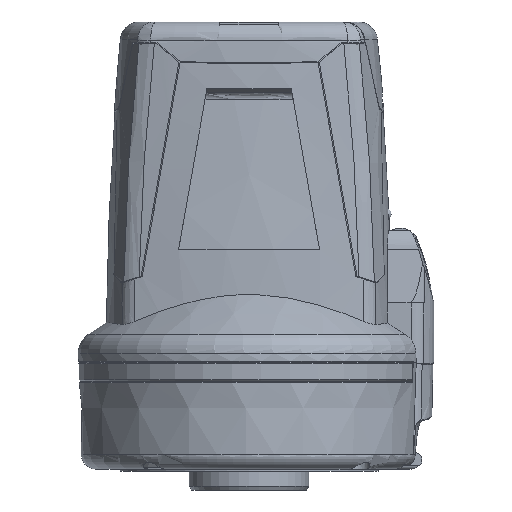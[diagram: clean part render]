
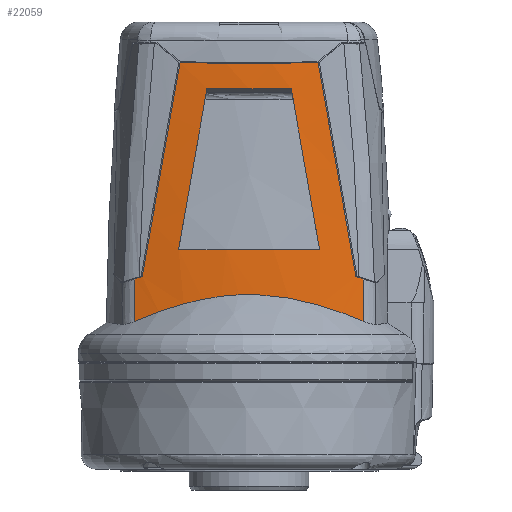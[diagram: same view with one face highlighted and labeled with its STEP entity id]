
A CAD part, front view. The second image highlights one B-rep face of the part: STEP entity #22059.
In plain terms, the highlighted conical face has half-angle 1.021 degrees and reference radius 128.946 mm.
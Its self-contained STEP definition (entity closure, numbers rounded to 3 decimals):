
#896=ELLIPSE('',#24141,135.362,129.095);
#897=ELLIPSE('',#24144,735.459,127.057);
#898=ELLIPSE('',#24146,735.459,127.057);
#905=ELLIPSE('',#24217,135.362,129.095);
#907=ELLIPSE('',#24235,740.344,127.901);
#908=ELLIPSE('',#24236,740.344,127.901);
#976=CONICAL_SURFACE('',#24234,128.946,0.018);
#1068=FACE_BOUND('',#3954,.T.);
#2704=FACE_OUTER_BOUND('',#3953,.T.);
#3953=EDGE_LOOP('',(#17770,#17771,#17772,#17773,#17774,#17775,#17776,#17777));
#3954=EDGE_LOOP('',(#17778,#17779,#17780,#17781));
#8641=B_SPLINE_CURVE_WITH_KNOTS('',3,(#35690,#35691,#35692,#35693,#35694,
#35695,#35696,#35697,#35698,#35699,#35700,#35701),.UNSPECIFIED.,.F.,.F.,
(4,2,2,2,2,4),(0.014,1.504,2.617,3.705,
4.818,6.307),.UNSPECIFIED.);
#8767=B_SPLINE_CURVE_WITH_KNOTS('',3,(#37554,#37555,#37556,#37557),
 .UNSPECIFIED.,.F.,.F.,(4,4),(1.705,2.726),
 .UNSPECIFIED.);
#8768=B_SPLINE_CURVE_WITH_KNOTS('',3,(#37561,#37562,#37563,#37564),
 .UNSPECIFIED.,.F.,.F.,(4,4),(1.119,2.139),
 .UNSPECIFIED.);
#8770=B_SPLINE_CURVE_WITH_KNOTS('',3,(#37576,#37577,#37578,#37579,#37580,
#37581),.UNSPECIFIED.,.F.,.F.,(4,2,4),(8.039,9.829,
11.618),.UNSPECIFIED.);
#8771=B_SPLINE_CURVE_WITH_KNOTS('',3,(#37584,#37585,#37586,#37587,#37588,
#37589),.UNSPECIFIED.,.F.,.F.,(4,2,4),(3.046,4.835,
5.144),.UNSPECIFIED.);
#8772=B_SPLINE_CURVE_WITH_KNOTS('',3,(#37593,#37594,#37595,#37596,#37597,
#37598,#37599,#37600,#37601,#37602),.UNSPECIFIED.,.F.,.F.,(4,2,2,2,4),(74.151,
74.172,75.388,76.604,77.746),
 .UNSPECIFIED.);
#9737=VERTEX_POINT('',#35680);
#9738=VERTEX_POINT('',#35689);
#9921=VERTEX_POINT('',#36804);
#9922=VERTEX_POINT('',#36806);
#9927=VERTEX_POINT('',#36821);
#9928=VERTEX_POINT('',#36825);
#9929=VERTEX_POINT('',#36827);
#9982=VERTEX_POINT('',#37493);
#9991=VERTEX_POINT('',#37582);
#9992=VERTEX_POINT('',#37583);
#9993=VERTEX_POINT('',#37590);
#9994=VERTEX_POINT('',#37592);
#12340=EDGE_CURVE('',#9738,#9737,#8641,.T.);
#12607=EDGE_CURVE('',#9921,#9922,#896,.T.);
#12615=EDGE_CURVE('',#9922,#9927,#897,.T.);
#12618=EDGE_CURVE('',#9928,#9929,#898,.T.);
#12728=EDGE_CURVE('',#9929,#9982,#905,.T.);
#12748=EDGE_CURVE('',#9737,#9982,#8767,.T.);
#12750=EDGE_CURVE('',#9921,#9738,#8768,.T.);
#12753=EDGE_CURVE('',#9927,#9928,#8770,.T.);
#12754=EDGE_CURVE('',#9991,#9992,#8771,.T.);
#12755=EDGE_CURVE('',#9993,#9991,#907,.T.);
#12756=EDGE_CURVE('',#9994,#9993,#8772,.T.);
#12757=EDGE_CURVE('',#9992,#9994,#908,.T.);
#17770=ORIENTED_EDGE('',*,*,#12340,.T.);
#17771=ORIENTED_EDGE('',*,*,#12748,.T.);
#17772=ORIENTED_EDGE('',*,*,#12728,.F.);
#17773=ORIENTED_EDGE('',*,*,#12618,.F.);
#17774=ORIENTED_EDGE('',*,*,#12753,.F.);
#17775=ORIENTED_EDGE('',*,*,#12615,.F.);
#17776=ORIENTED_EDGE('',*,*,#12607,.F.);
#17777=ORIENTED_EDGE('',*,*,#12750,.T.);
#17778=ORIENTED_EDGE('',*,*,#12754,.F.);
#17779=ORIENTED_EDGE('',*,*,#12755,.F.);
#17780=ORIENTED_EDGE('',*,*,#12756,.F.);
#17781=ORIENTED_EDGE('',*,*,#12757,.F.);
#22059=ADVANCED_FACE('',(#2704,#1068),#976,.T.);
#24141=AXIS2_PLACEMENT_3D('',#36807,#28275,#28276);
#24144=AXIS2_PLACEMENT_3D('',#36822,#28288,#28289);
#24146=AXIS2_PLACEMENT_3D('',#36828,#28294,#28295);
#24217=AXIS2_PLACEMENT_3D('',#37494,#28483,#28484);
#24234=AXIS2_PLACEMENT_3D('',#37575,#28532,#28533);
#24235=AXIS2_PLACEMENT_3D('',#37591,#28534,#28535);
#24236=AXIS2_PLACEMENT_3D('',#37603,#28536,#28537);
#28275=DIRECTION('center_axis',(-0.301,0.,0.954));
#28276=DIRECTION('ref_axis',(0.954,0.,0.301));
#28288=DIRECTION('center_axis',(-0.985,0.,0.174));
#28289=DIRECTION('ref_axis',(-0.174,0.,-0.985));
#28294=DIRECTION('center_axis',(0.985,0.,0.174));
#28295=DIRECTION('ref_axis',(0.174,0.,-0.985));
#28483=DIRECTION('center_axis',(0.301,0.,0.954));
#28484=DIRECTION('ref_axis',(0.954,0.,-0.301));
#28532=DIRECTION('center_axis',(0.,0.,-1.));
#28533=DIRECTION('ref_axis',(0.326,-0.946,0.));
#28534=DIRECTION('center_axis',(-0.985,0.,-0.174));
#28535=DIRECTION('ref_axis',(-0.174,0.,0.985));
#28536=DIRECTION('center_axis',(0.985,0.,-0.174));
#28537=DIRECTION('ref_axis',(-0.174,0.,-0.985));
#35680=CARTESIAN_POINT('',(30.201,-21.604,-78.885));
#35689=CARTESIAN_POINT('',(-30.201,-21.604,-78.885));
#35690=CARTESIAN_POINT('Ctrl Pts',(-30.201,-21.604,
-78.885));
#35691=CARTESIAN_POINT('Ctrl Pts',(-25.739,-22.639,
-76.956));
#35692=CARTESIAN_POINT('Ctrl Pts',(-21.055,-23.478,-75.261));
#35693=CARTESIAN_POINT('Ctrl Pts',(-12.727,-24.495,
-73.081));
#35694=CARTESIAN_POINT('Ctrl Pts',(-9.094,-24.794,
-72.393));
#35695=CARTESIAN_POINT('Ctrl Pts',(-1.777,-25.087,
-71.71));
#35696=CARTESIAN_POINT('Ctrl Pts',(1.792,-25.087,-71.711));
#35697=CARTESIAN_POINT('Ctrl Pts',(9.109,-24.793,-72.396));
#35698=CARTESIAN_POINT('Ctrl Pts',(12.743,-24.494,-73.085));
#35699=CARTESIAN_POINT('Ctrl Pts',(21.065,-23.476,-75.264));
#35700=CARTESIAN_POINT('Ctrl Pts',(25.744,-22.638,-76.958));
#35701=CARTESIAN_POINT('Ctrl Pts',(30.201,-21.604,-78.885));
#36804=CARTESIAN_POINT('',(-30.075,-21.43,-67.709));
#36806=CARTESIAN_POINT('',(-28.144,-21.865,-67.1));
#36807=CARTESIAN_POINT('Origin',(-0.725,104.285,-58.455));
#36821=CARTESIAN_POINT('',(-18.18,-22.664,-10.592));
#36822=CARTESIAN_POINT('Origin',(-12.907,104.285,19.314));
#36825=CARTESIAN_POINT('',(18.18,-22.664,-10.592));
#36827=CARTESIAN_POINT('',(28.144,-21.865,-67.1));
#36828=CARTESIAN_POINT('Origin',(12.907,104.285,19.314));
#37493=CARTESIAN_POINT('',(30.075,-21.43,-67.709));
#37494=CARTESIAN_POINT('Origin',(0.725,104.285,-58.455));
#37554=CARTESIAN_POINT('Ctrl Pts',(30.201,-21.604,-78.885));
#37555=CARTESIAN_POINT('Ctrl Pts',(30.16,-21.546,-75.148));
#37556=CARTESIAN_POINT('Ctrl Pts',(30.118,-21.487,-71.391));
#37557=CARTESIAN_POINT('Ctrl Pts',(30.075,-21.43,-67.709));
#37561=CARTESIAN_POINT('Ctrl Pts',(-30.075,-21.43,
-67.709));
#37562=CARTESIAN_POINT('Ctrl Pts',(-30.118,-21.487,
-71.391));
#37563=CARTESIAN_POINT('Ctrl Pts',(-30.16,-21.546,
-75.148));
#37564=CARTESIAN_POINT('Ctrl Pts',(-30.201,-21.604,
-78.885));
#37575=CARTESIAN_POINT('Origin',(0.,104.285,-50.));
#37576=CARTESIAN_POINT('Ctrl Pts',(-18.18,-22.664,-10.592));
#37577=CARTESIAN_POINT('Ctrl Pts',(-12.068,-23.544,
-10.866));
#37578=CARTESIAN_POINT('Ctrl Pts',(-5.966,-23.967,-11.));
#37579=CARTESIAN_POINT('Ctrl Pts',(5.966,-23.967,-11.));
#37580=CARTESIAN_POINT('Ctrl Pts',(12.068,-23.544,-10.866));
#37581=CARTESIAN_POINT('Ctrl Pts',(18.18,-22.664,-10.592));
#37582=CARTESIAN_POINT('',(11.109,-23.603,-17.601));
#37583=CARTESIAN_POINT('',(-11.109,-23.603,-17.601));
#37584=CARTESIAN_POINT('Ctrl Pts',(11.109,-23.603,-17.601));
#37585=CARTESIAN_POINT('Ctrl Pts',(4.841,-24.147,-17.601));
#37586=CARTESIAN_POINT('Ctrl Pts',(-1.515,-24.231,
-17.601));
#37587=CARTESIAN_POINT('Ctrl Pts',(-8.928,-23.778,
-17.601));
#37588=CARTESIAN_POINT('Ctrl Pts',(-10.019,-23.697,
-17.601));
#37589=CARTESIAN_POINT('Ctrl Pts',(-11.109,-23.603,
-17.601));
#37590=CARTESIAN_POINT('',(18.576,-23.496,-59.948));
#37591=CARTESIAN_POINT('Origin',(12.993,104.285,-28.285));
#37592=CARTESIAN_POINT('',(-18.576,-23.496,-59.948));
#37593=CARTESIAN_POINT('Ctrl Pts',(-18.576,-23.496,
-59.948));
#37594=CARTESIAN_POINT('Ctrl Pts',(-18.504,-23.506,
-59.948));
#37595=CARTESIAN_POINT('Ctrl Pts',(-18.433,-23.516,
-59.948));
#37596=CARTESIAN_POINT('Ctrl Pts',(-14.113,-24.137,-59.949));
#37597=CARTESIAN_POINT('Ctrl Pts',(-9.846,-24.533,
-59.95));
#37598=CARTESIAN_POINT('Ctrl Pts',(-1.357,-24.902,
-59.951));
#37599=CARTESIAN_POINT('Ctrl Pts',(2.868,-24.874,-59.951));
#37600=CARTESIAN_POINT('Ctrl Pts',(10.943,-24.434,-59.95));
#37601=CARTESIAN_POINT('Ctrl Pts',(14.801,-24.044,-59.949));
#37602=CARTESIAN_POINT('Ctrl Pts',(18.576,-23.496,-59.948));
#37603=CARTESIAN_POINT('Origin',(-12.993,104.285,-28.285));
